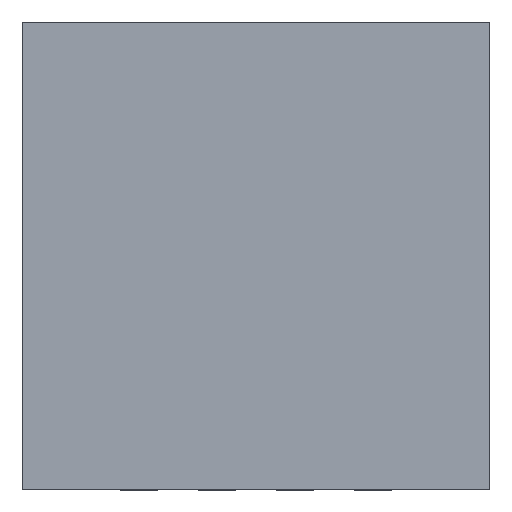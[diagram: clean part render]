
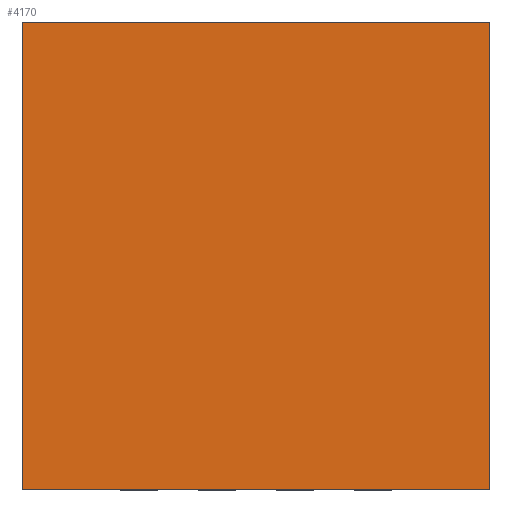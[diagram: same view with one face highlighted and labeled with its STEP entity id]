
A CAD part, top view. The second image highlights one B-rep face of the part: STEP entity #4170.
In plain terms, the highlighted face is planar.
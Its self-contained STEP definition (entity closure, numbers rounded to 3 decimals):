
#1809=DIRECTION('',(0.,0.,1.));
#1810=VECTOR('',#1809,3.);
#1811=CARTESIAN_POINT('',(-1.5,0.975,-1.5));
#1812=LINE('',#1811,#1810);
#1816=DIRECTION('',(-1.,0.,0.));
#1817=VECTOR('',#1816,3.);
#1818=CARTESIAN_POINT('',(1.5,0.975,-1.5));
#1819=LINE('',#1818,#1817);
#1823=DIRECTION('',(0.,0.,-1.));
#1824=VECTOR('',#1823,3.);
#1825=CARTESIAN_POINT('',(1.5,0.975,1.5));
#1826=LINE('',#1825,#1824);
#1830=DIRECTION('',(1.,0.,0.));
#1831=VECTOR('',#1830,3.);
#1832=CARTESIAN_POINT('',(-1.5,0.975,1.5));
#1833=LINE('',#1832,#1831);
#2545=CARTESIAN_POINT('',(-1.5,0.975,-1.5));
#2546=CARTESIAN_POINT('',(-1.5,0.975,1.5));
#2547=VERTEX_POINT('',#2545);
#2548=VERTEX_POINT('',#2546);
#2549=CARTESIAN_POINT('',(1.5,0.975,1.5));
#2550=VERTEX_POINT('',#2549);
#2551=CARTESIAN_POINT('',(1.5,0.975,-1.5));
#2552=VERTEX_POINT('',#2551);
#4159=CARTESIAN_POINT('',(0.,0.975,0.));
#4160=DIRECTION('',(0.,1.,0.));
#4161=DIRECTION('',(1.,0.,0.));
#4162=AXIS2_PLACEMENT_3D('',#4159,#4160,#4161);
#4163=PLANE('',#4162);
#4164=ORIENTED_EDGE('',*,*,#3858,.F.);
#4165=ORIENTED_EDGE('',*,*,#3249,.F.);
#4166=ORIENTED_EDGE('',*,*,#3550,.F.);
#4167=ORIENTED_EDGE('',*,*,#3693,.F.);
#4168=EDGE_LOOP('',(#4164,#4165,#4166,#4167));
#4169=FACE_OUTER_BOUND('',#4168,.F.);
#4170=ADVANCED_FACE('',(#4169),#4163,.T.);
#3249=EDGE_CURVE('',#2552,#2547,#1819,.T.);
#3550=EDGE_CURVE('',#2550,#2552,#1826,.T.);
#3693=EDGE_CURVE('',#2548,#2550,#1833,.T.);
#3858=EDGE_CURVE('',#2547,#2548,#1812,.T.);
